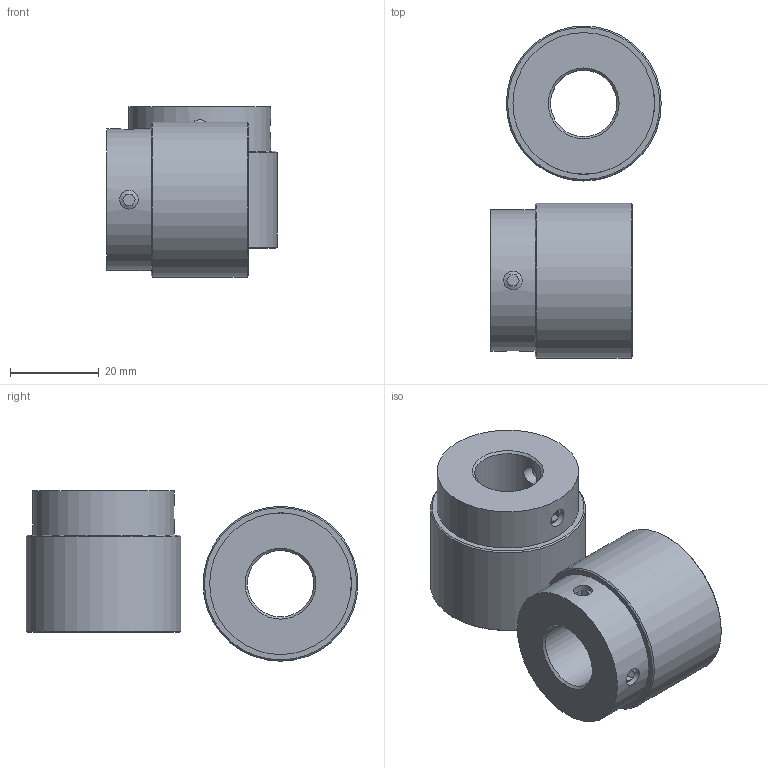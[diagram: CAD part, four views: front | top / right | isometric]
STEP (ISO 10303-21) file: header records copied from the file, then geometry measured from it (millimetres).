
FILE_DESCRIPTION( ( 'STEP AP203' ), '1' );
FILE_NAME( ' ', ' ', ( ' ' ), ( ' ' ), 'PSStep 10.0', ' ', ' ' );
FILE_SCHEMA( ( 'CONFIG_CONTROL_DESIGN' ) );
Length unit declared in the file: millimetre
Products named in the file (8): 1; 2; 3; 4; 5; 6; Assem1; 7
Bounding box: 38.5 x 75 x 38.5 mm (x, y, z)
Volume: 46993.5 mm3; surface area: 22209.3 mm2
Topology: 9 solids, 9 shells, 93 faces, 217 edges, 135 vertices
Faces by surface type: plane 45, cone 29, cylinder 19
Full cylindrical faces by diameter (mm): 4.2 x4, 5 x5, 15 x2, 27 x4, 32 x2, 35 x2
Entity records: 2514 total; most frequent: CARTESIAN_POINT 805, DIRECTION 282, ORIENTED_EDGE 210, EDGE_LOOP 126, AXIS2_PLACEMENT_3D 123, EDGE_CURVE 105, VERTEX_POINT 90, FACE_OUTER_BOUND 88
